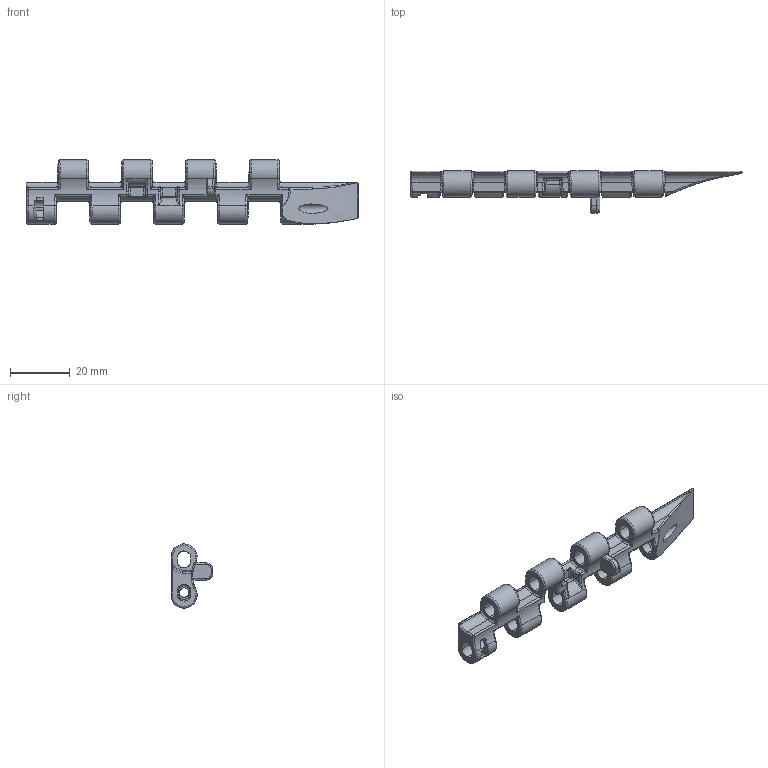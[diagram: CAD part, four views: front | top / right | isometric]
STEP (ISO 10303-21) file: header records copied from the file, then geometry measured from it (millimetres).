
FILE_DESCRIPTION (( 'STEP AP214' ), '1' );
FILE_NAME ('LF912301TRP10.2.STEP', '2021-03-12T07:54:04', ( '' ), ( '' ), 'SwSTEP 2.0', 'SolidWorks 2019', '' );
FILE_SCHEMA (( 'AUTOMOTIVE_DESIGN' ));
Length unit declared in the file: millimetre
Products named in the file (1): LF912301TRP10.2
Bounding box: 110.73 x 14 x 21.4 mm (x, y, z)
Volume: 6814.7 mm3; surface area: 6329.6 mm2
Topology: 1 solids, 1 shells, 421 faces, 1076 edges, 603 vertices
Faces by surface type: bspline 174, cylinder 158, plane 76, sphere 8, cone 3, torus 2
Entity records: 16637 total; most frequent: CARTESIAN_POINT 8629, ORIENTED_EDGE 2038, DIRECTION 1275, EDGE_CURVE 1019, VERTEX_POINT 599, AXIS2_PLACEMENT_3D 468, EDGE_LOOP 440, FACE_OUTER_BOUND 421
